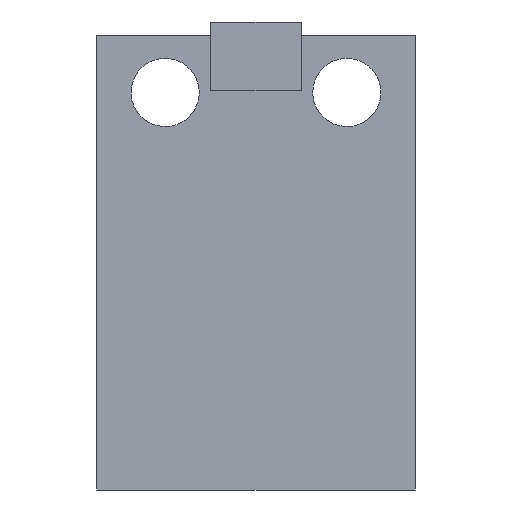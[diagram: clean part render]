
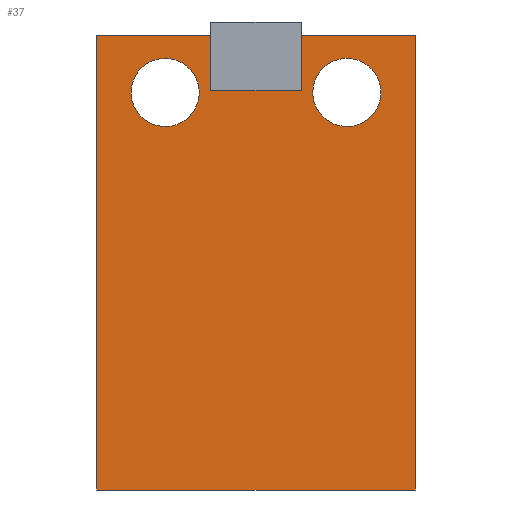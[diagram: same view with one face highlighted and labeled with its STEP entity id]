
A CAD part, front view. The second image highlights one B-rep face of the part: STEP entity #37.
In plain terms, the highlighted planar face has unit normal (0, -1, 0).
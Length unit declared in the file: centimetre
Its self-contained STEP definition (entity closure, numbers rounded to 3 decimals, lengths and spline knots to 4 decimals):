
#27=FACE_BOUND('',#66,.T.);
#28=FACE_BOUND('',#67,.T.);
#37=ADVANCED_FACE('',(#51,#27,#28),#217,.T.);
#51=FACE_OUTER_BOUND('',#65,.T.);
#65=EDGE_LOOP('',(#101,#102,#103,#104));
#66=EDGE_LOOP('',(#105));
#67=EDGE_LOOP('',(#106));
#101=ORIENTED_EDGE('',*,*,#147,.F.);
#102=ORIENTED_EDGE('',*,*,#144,.F.);
#103=ORIENTED_EDGE('',*,*,#141,.F.);
#104=ORIENTED_EDGE('',*,*,#137,.F.);
#105=ORIENTED_EDGE('',*,*,#149,.F.);
#106=ORIENTED_EDGE('',*,*,#152,.F.);
#137=EDGE_CURVE('',#191,#192,#167,.T.);
#141=EDGE_CURVE('',#192,#195,#171,.T.);
#144=EDGE_CURVE('',#195,#197,#174,.T.);
#147=EDGE_CURVE('',#197,#191,#177,.T.);
#149=EDGE_CURVE('',#199,#199,#254,.T.);
#152=EDGE_CURVE('',#201,#201,#257,.T.);
#167=B_SPLINE_CURVE_WITH_KNOTS('',1,(#388,#389),.UNSPECIFIED.,.F.,.F.,(2,
2),(-68.,-48.),.UNSPECIFIED.);
#171=B_SPLINE_CURVE_WITH_KNOTS('',1,(#396,#397),.UNSPECIFIED.,.F.,.F.,(2,
2),(-48.,-34.),.UNSPECIFIED.);
#174=B_SPLINE_CURVE_WITH_KNOTS('',1,(#402,#403),.UNSPECIFIED.,.F.,.F.,(2,
2),(-34.,-14.),.UNSPECIFIED.);
#177=B_SPLINE_CURVE_WITH_KNOTS('',1,(#408,#409),.UNSPECIFIED.,.F.,.F.,(2,
2),(-14.,0.),.UNSPECIFIED.);
#191=VERTEX_POINT('',#376);
#192=VERTEX_POINT('',#377);
#195=VERTEX_POINT('',#380);
#197=VERTEX_POINT('',#382);
#199=VERTEX_POINT('',#384);
#201=VERTEX_POINT('',#386);
#217=PLANE('',#284);
#254=(
BOUNDED_CURVE()
B_SPLINE_CURVE(2,(#412,#413,#414,#415,#416,#417,#418,#419,#420),
 .UNSPECIFIED.,.T.,.F.)
B_SPLINE_CURVE_WITH_KNOTS((3,2,2,2,3),(0.,2.3562,4.7124,
7.0686,9.4248),.UNSPECIFIED.)
CURVE()
GEOMETRIC_REPRESENTATION_ITEM()
RATIONAL_B_SPLINE_CURVE((1.,0.707,1.,0.707,1.,0.707,
1.,0.707,1.))
REPRESENTATION_ITEM('')
);
#257=(
BOUNDED_CURVE()
B_SPLINE_CURVE(2,(#432,#433,#434,#435,#436,#437,#438,#439,#440),
 .UNSPECIFIED.,.T.,.F.)
B_SPLINE_CURVE_WITH_KNOTS((3,2,2,2,3),(9.4248,11.781,
14.1372,16.4934,18.8496),.UNSPECIFIED.)
CURVE()
GEOMETRIC_REPRESENTATION_ITEM()
RATIONAL_B_SPLINE_CURVE((1.,0.707,1.,0.707,1.,0.707,
1.,0.707,1.))
REPRESENTATION_ITEM('')
);
#284=AXIS2_PLACEMENT_3D('',#374,#300,$);
#300=DIRECTION('',(0.,-1.,0.));
#374=CARTESIAN_POINT('',(7.,39.0023,-33.));
#376=CARTESIAN_POINT('',(-7.,39.0023,-33.));
#377=CARTESIAN_POINT('',(-7.,39.0023,-13.));
#380=CARTESIAN_POINT('',(7.,39.0023,-13.));
#382=CARTESIAN_POINT('',(7.,39.0023,-33.));
#384=CARTESIAN_POINT('',(5.5,39.0023,-15.5));
#386=CARTESIAN_POINT('',(-2.5,39.0023,-15.5));
#388=CARTESIAN_POINT('',(-7.,39.0023,-33.));
#389=CARTESIAN_POINT('',(-7.,39.0023,-13.));
#396=CARTESIAN_POINT('',(-7.,39.0023,-13.));
#397=CARTESIAN_POINT('',(7.,39.0023,-13.));
#402=CARTESIAN_POINT('',(7.,39.0023,-13.));
#403=CARTESIAN_POINT('',(7.,39.0023,-33.));
#408=CARTESIAN_POINT('',(7.,39.0023,-33.));
#409=CARTESIAN_POINT('',(-7.,39.0023,-33.));
#412=CARTESIAN_POINT('',(5.5,39.0023,-15.5));
#413=CARTESIAN_POINT('',(5.5,39.0023,-14.));
#414=CARTESIAN_POINT('',(4.,39.0023,-14.));
#415=CARTESIAN_POINT('',(2.5,39.0023,-14.));
#416=CARTESIAN_POINT('',(2.5,39.0023,-15.5));
#417=CARTESIAN_POINT('',(2.5,39.0023,-17.));
#418=CARTESIAN_POINT('',(4.,39.0023,-17.));
#419=CARTESIAN_POINT('',(5.5,39.0023,-17.));
#420=CARTESIAN_POINT('',(5.5,39.0023,-15.5));
#432=CARTESIAN_POINT('',(-2.5,39.0023,-15.5));
#433=CARTESIAN_POINT('',(-2.5,39.0023,-14.));
#434=CARTESIAN_POINT('',(-4.,39.0023,-14.));
#435=CARTESIAN_POINT('',(-5.5,39.0023,-14.));
#436=CARTESIAN_POINT('',(-5.5,39.0023,-15.5));
#437=CARTESIAN_POINT('',(-5.5,39.0023,-17.));
#438=CARTESIAN_POINT('',(-4.,39.0023,-17.));
#439=CARTESIAN_POINT('',(-2.5,39.0023,-17.));
#440=CARTESIAN_POINT('',(-2.5,39.0023,-15.5));
